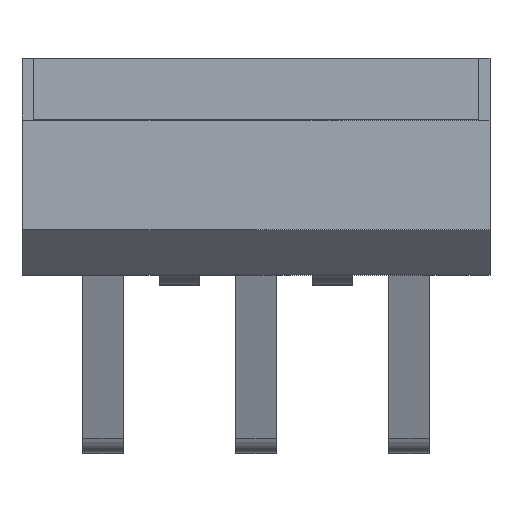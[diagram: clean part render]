
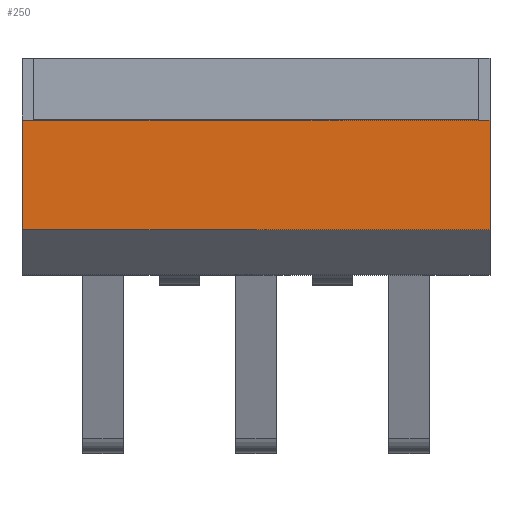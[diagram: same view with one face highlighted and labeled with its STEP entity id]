
A CAD part, top view. The second image highlights one B-rep face of the part: STEP entity #250.
In plain terms, the highlighted planar face has unit normal (0, 0, 1).
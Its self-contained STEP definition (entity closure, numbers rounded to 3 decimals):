
#72 = EDGE_CURVE('',#73,#75,#77,.T.);
#73 = VERTEX_POINT('',#74);
#74 = CARTESIAN_POINT('',(6.22,4.156,18.82));
#75 = VERTEX_POINT('',#76);
#76 = CARTESIAN_POINT('',(-6.26,4.156,18.82));
#77 = LINE('',#78,#79);
#78 = CARTESIAN_POINT('',(6.22,4.156,18.82));
#79 = VECTOR('',#80,1.);
#80 = DIRECTION('',(-1.,0.,0.));
#250 = ADVANCED_FACE('',(#251),#276,.F.);
#251 = FACE_BOUND('',#252,.F.);
#252 = EDGE_LOOP('',(#253,#254,#262,#270));
#253 = ORIENTED_EDGE('',*,*,#72,.F.);
#254 = ORIENTED_EDGE('',*,*,#255,.T.);
#255 = EDGE_CURVE('',#73,#256,#258,.T.);
#256 = VERTEX_POINT('',#257);
#257 = CARTESIAN_POINT('',(6.22,1.24,18.82));
#258 = LINE('',#259,#260);
#259 = CARTESIAN_POINT('',(6.22,5.8,18.82));
#260 = VECTOR('',#261,1.);
#261 = DIRECTION('',(0.,-1.,0.));
#262 = ORIENTED_EDGE('',*,*,#263,.T.);
#263 = EDGE_CURVE('',#256,#264,#266,.T.);
#264 = VERTEX_POINT('',#265);
#265 = CARTESIAN_POINT('',(-6.26,1.24,18.82));
#266 = LINE('',#267,#268);
#267 = CARTESIAN_POINT('',(6.22,1.24,18.82));
#268 = VECTOR('',#269,1.);
#269 = DIRECTION('',(-1.,0.,0.));
#270 = ORIENTED_EDGE('',*,*,#271,.T.);
#271 = EDGE_CURVE('',#264,#75,#272,.T.);
#272 = LINE('',#273,#274);
#273 = CARTESIAN_POINT('',(-6.26,0.04,18.82));
#274 = VECTOR('',#275,1.);
#275 = DIRECTION('',(0.,1.,0.));
#276 = PLANE('',#277);
#277 = AXIS2_PLACEMENT_3D('',#278,#279,#280);
#278 = CARTESIAN_POINT('',(-0.02,2.92,18.82));
#279 = DIRECTION('',(0.,0.,-1.));
#280 = DIRECTION('',(0.,-1.,0.));
